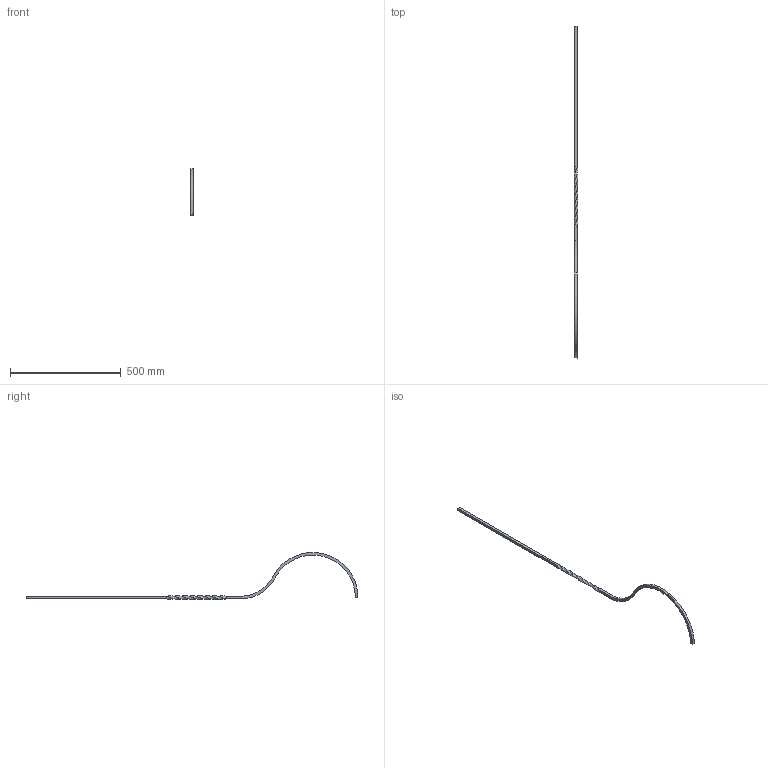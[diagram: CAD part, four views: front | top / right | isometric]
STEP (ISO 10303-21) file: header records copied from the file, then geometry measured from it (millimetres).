
FILE_DESCRIPTION (( 'STEP AP203' ), '1' );
FILE_NAME ('1710.STEP', '2024-05-15T07:11:26', ( '' ), ( '' ), 'SwSTEP 2.0', 'SolidWorks 2018', '' );
FILE_SCHEMA (( 'CONFIG_CONTROL_DESIGN' ));
Length unit declared in the file: millimetre
Products named in the file (1): 1710
Bounding box: 17.04 x 1500 x 211.98 mm (x, y, z)
Volume: 242200.8 mm3; surface area: 81197.2 mm2
Topology: 1 solids, 1 shells, 206 faces, 553 edges, 366 vertices
Faces by surface type: plane 121, bspline 81, cylinder 4
Entity records: 10270 total; most frequent: CARTESIAN_POINT 5621, ORIENTED_EDGE 1106, DIRECTION 633, EDGE_CURVE 553, VERTEX_POINT 366, VECTOR 365, LINE 365, EDGE_LOOP 223
